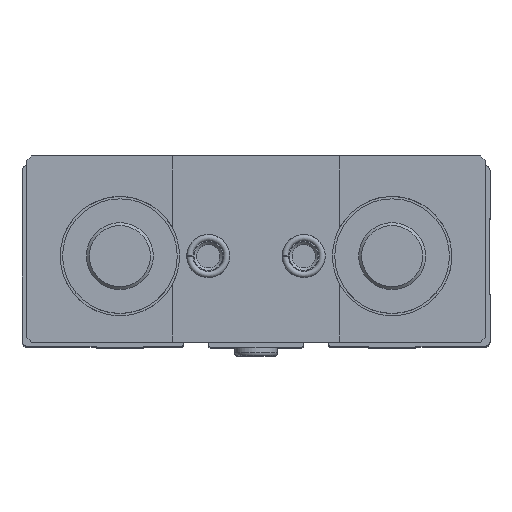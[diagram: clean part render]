
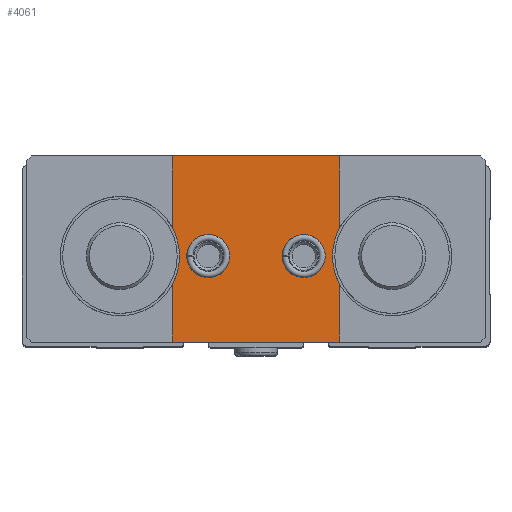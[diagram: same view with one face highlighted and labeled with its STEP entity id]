
A CAD part, top view. The second image highlights one B-rep face of the part: STEP entity #4061.
In plain terms, the highlighted planar face has unit normal (0, 0, 1).
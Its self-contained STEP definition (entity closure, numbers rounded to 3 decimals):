
#141=PLANE('',#4552);
#455=CIRCLE('',#4553,4.5);
#456=CIRCLE('',#4554,4.5);
#457=CIRCLE('',#4555,12.5);
#458=CIRCLE('',#4556,12.5);
#1254=ORIENTED_EDGE('',*,*,#1965,.F.);
#1255=ORIENTED_EDGE('',*,*,#1966,.F.);
#1256=ORIENTED_EDGE('',*,*,#1923,.T.);
#1257=ORIENTED_EDGE('',*,*,#1967,.T.);
#1258=ORIENTED_EDGE('',*,*,#1925,.T.);
#1259=ORIENTED_EDGE('',*,*,#1953,.T.);
#1260=ORIENTED_EDGE('',*,*,#1937,.T.);
#1261=ORIENTED_EDGE('',*,*,#1968,.T.);
#1262=ORIENTED_EDGE('',*,*,#1939,.T.);
#1263=ORIENTED_EDGE('',*,*,#1959,.T.);
#1923=EDGE_CURVE('',#2371,#2370,#2677,.T.);
#1925=EDGE_CURVE('',#2372,#2373,#2679,.T.);
#1937=EDGE_CURVE('',#2384,#2383,#2685,.T.);
#1939=EDGE_CURVE('',#2385,#2386,#2687,.T.);
#1953=EDGE_CURVE('',#2373,#2384,#2695,.T.);
#1959=EDGE_CURVE('',#2386,#2371,#2701,.T.);
#1965=EDGE_CURVE('',#2402,#2402,#455,.T.);
#1966=EDGE_CURVE('',#2403,#2403,#456,.T.);
#1967=EDGE_CURVE('',#2370,#2372,#457,.F.);
#1968=EDGE_CURVE('',#2383,#2385,#458,.F.);
#2370=VERTEX_POINT('',#6813);
#2371=VERTEX_POINT('',#6815);
#2372=VERTEX_POINT('',#6819);
#2373=VERTEX_POINT('',#6820);
#2383=VERTEX_POINT('',#6863);
#2384=VERTEX_POINT('',#6865);
#2385=VERTEX_POINT('',#6869);
#2386=VERTEX_POINT('',#6870);
#2402=VERTEX_POINT('',#6937);
#2403=VERTEX_POINT('',#6939);
#2677=LINE('',#6814,#2936);
#2679=LINE('',#6818,#2938);
#2685=LINE('',#6864,#2944);
#2687=LINE('',#6868,#2946);
#2695=LINE('',#6914,#2954);
#2701=LINE('',#6925,#2960);
#2936=VECTOR('',#5543,1000.);
#2938=VECTOR('',#5547,1000.);
#2944=VECTOR('',#5569,1000.);
#2946=VECTOR('',#5573,1000.);
#2954=VECTOR('',#5595,1000.);
#2960=VECTOR('',#5605,1000.);
#3252=EDGE_LOOP('',(#1254));
#3253=EDGE_LOOP('',(#1255));
#3254=EDGE_LOOP('',(#1256,#1257,#1258,#1259,#1260,#1261,#1262,#1263));
#3661=FACE_BOUND('',#3252,.T.);
#3662=FACE_BOUND('',#3253,.T.);
#3663=FACE_BOUND('',#3254,.T.);
#4061=ADVANCED_FACE('',(#3661,#3662,#3663),#141,.T.);
#4552=AXIS2_PLACEMENT_3D('',#6935,#5613,#5614);
#4553=AXIS2_PLACEMENT_3D('',#6936,#5615,#5616);
#4554=AXIS2_PLACEMENT_3D('',#6938,#5617,#5618);
#4555=AXIS2_PLACEMENT_3D('',#6940,#5619,#5620);
#4556=AXIS2_PLACEMENT_3D('',#6941,#5621,#5622);
#5543=DIRECTION('',(0.,1.,0.));
#5547=DIRECTION('',(0.,1.,0.));
#5569=DIRECTION('',(0.,-1.,0.));
#5573=DIRECTION('',(0.,-1.,0.));
#5595=DIRECTION('',(-1.,0.,0.));
#5605=DIRECTION('',(1.,0.,0.));
#5613=DIRECTION('',(0.,0.,1.));
#5614=DIRECTION('',(1.,0.,0.));
#5615=DIRECTION('',(0.,0.,1.));
#5616=DIRECTION('',(1.,0.,0.));
#5617=DIRECTION('',(0.,0.,1.));
#5618=DIRECTION('',(1.,0.,0.));
#5619=DIRECTION('',(0.,0.,1.));
#5620=DIRECTION('',(1.,0.,0.));
#5621=DIRECTION('',(0.,0.,1.));
#5622=DIRECTION('',(1.,0.,0.));
#6813=CARTESIAN_POINT('',(17.5,-5.937,30.));
#6814=CARTESIAN_POINT('',(17.5,0.,30.));
#6815=CARTESIAN_POINT('',(17.5,-18.,30.));
#6818=CARTESIAN_POINT('',(17.5,0.,30.));
#6819=CARTESIAN_POINT('',(17.5,5.937,30.));
#6820=CARTESIAN_POINT('',(17.5,21.,30.));
#6863=CARTESIAN_POINT('',(-17.5,5.937,30.));
#6864=CARTESIAN_POINT('',(-17.5,0.,30.));
#6865=CARTESIAN_POINT('',(-17.5,21.,30.));
#6868=CARTESIAN_POINT('',(-17.5,0.,30.));
#6869=CARTESIAN_POINT('',(-17.5,-5.937,30.));
#6870=CARTESIAN_POINT('',(-17.5,-18.,30.));
#6914=CARTESIAN_POINT('',(48.,21.,30.));
#6925=CARTESIAN_POINT('',(-48.,-18.,30.));
#6935=CARTESIAN_POINT('',(0.,0.,30.));
#6936=CARTESIAN_POINT('',(-10.,0.,30.));
#6937=CARTESIAN_POINT('',(-5.5,0.,30.));
#6938=CARTESIAN_POINT('',(10.,0.,30.));
#6939=CARTESIAN_POINT('',(14.5,0.,30.));
#6940=CARTESIAN_POINT('',(28.5,0.,30.));
#6941=CARTESIAN_POINT('',(-28.5,0.,30.));
